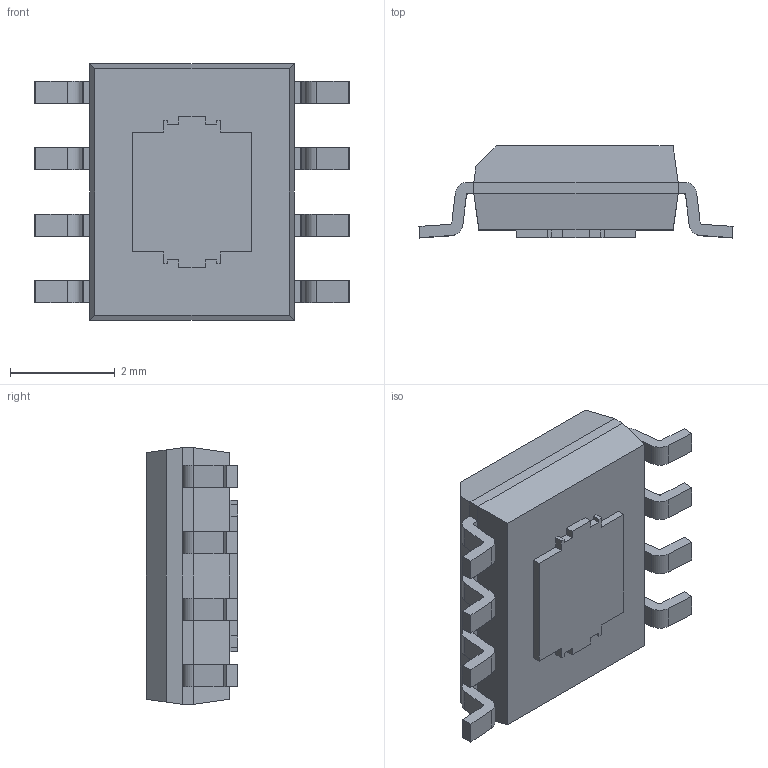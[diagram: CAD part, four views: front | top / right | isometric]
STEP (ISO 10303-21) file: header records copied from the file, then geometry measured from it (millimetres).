
FILE_DESCRIPTION (( 'STEP AP214' ), '1' );
FILE_NAME ('TB67H450FNG,EL.STEP', '2023-06-02T19:53:21', ( '' ), ( '' ), 'SwSTEP 2.0', 'SolidWorks 2021', '' );
FILE_SCHEMA (( 'AUTOMOTIVE_DESIGN' ));
Length unit declared in the file: millimetre
Products named in the file (1): TB67H450FNG,EL
Bounding box: 6 x 1.75 x 4.9 mm (x, y, z)
Volume: 31.2 mm3; surface area: 93.8 mm2
Topology: 11 solids, 11 shells, 164 faces, 415 edges, 274 vertices
Faces by surface type: plane 128, cylinder 36
Entity records: 5011 total; most frequent: CARTESIAN_POINT 854, ORIENTED_EDGE 830, DIRECTION 817, EDGE_CURVE 415, LINE 343, VECTOR 343, VERTEX_POINT 274, AXIS2_PLACEMENT_3D 237
